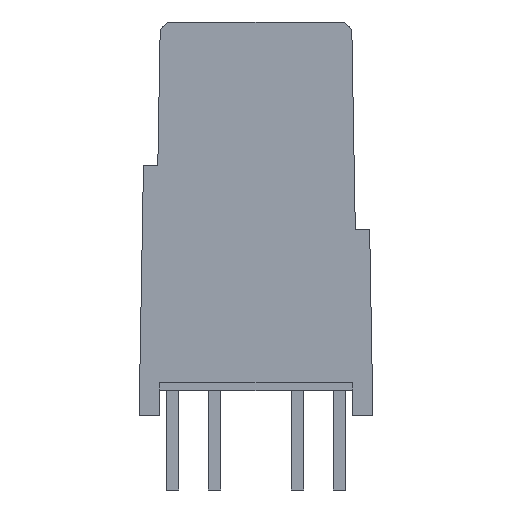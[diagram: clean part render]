
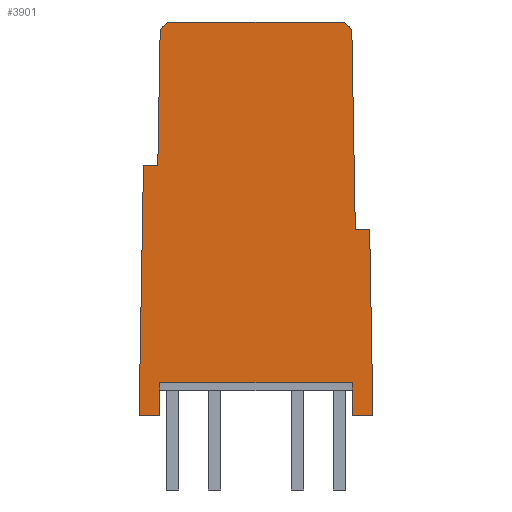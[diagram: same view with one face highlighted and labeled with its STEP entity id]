
A CAD part, left-side view. The second image highlights one B-rep face of the part: STEP entity #3901.
In plain terms, the highlighted planar face has unit normal (-1, 0, 0).
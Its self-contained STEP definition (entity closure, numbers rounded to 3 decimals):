
#1662 = VERTEX_POINT('',#1663);
#1663 = CARTESIAN_POINT('',(-11.54,2.756,
    12.451));
#1680 = VERTEX_POINT('',#1681);
#1681 = CARTESIAN_POINT('',(-11.54,-2.756,
    12.451));
#1687 = EDGE_CURVE('',#1662,#1680,#1688,.T.);
#1688 = LINE('',#1689,#1690);
#1689 = CARTESIAN_POINT('',(-11.54,2.756,
    12.451));
#1690 = VECTOR('',#1691,1.);
#1691 = DIRECTION('',(0.,-1.,0.));
#3683 = EDGE_CURVE('',#1662,#3684,#3686,.T.);
#3684 = VERTEX_POINT('',#3685);
#3685 = CARTESIAN_POINT('',(-11.54,2.996,
    12.21));
#3686 = LINE('',#3687,#3688);
#3687 = CARTESIAN_POINT('',(-11.54,2.756,
    12.451));
#3688 = VECTOR('',#3689,1.);
#3689 = DIRECTION('',(0.,0.707,-0.707
    ));
#3857 = VERTEX_POINT('',#3858);
#3858 = CARTESIAN_POINT('',(-11.54,3.071,7.951
    ));
#3866 = EDGE_CURVE('',#3684,#3857,#3867,.T.);
#3867 = LINE('',#3868,#3869);
#3868 = CARTESIAN_POINT('',(-11.54,2.996,
    12.21));
#3869 = VECTOR('',#3870,1.);
#3870 = DIRECTION('',(0.,0.017,
    -1.));
#3883 = EDGE_CURVE('',#3857,#3884,#3886,.T.);
#3884 = VERTEX_POINT('',#3885);
#3885 = CARTESIAN_POINT('',(-11.54,3.519,7.951
    ));
#3886 = LINE('',#3887,#3888);
#3887 = CARTESIAN_POINT('',(-11.54,3.071,7.951
    ));
#3888 = VECTOR('',#3889,1.);
#3889 = DIRECTION('',(0.,1.,0.));
#3901 = ADVANCED_FACE('',(#3902),#3986,.T.);
#3902 = FACE_BOUND('',#3903,.F.);
#3903 = EDGE_LOOP('',(#3904,#3914,#3922,#3930,#3936,#3937,#3938,#3939,
    #3940,#3948,#3956,#3964,#3972,#3980));
#3904 = ORIENTED_EDGE('',*,*,#3905,.T.);
#3905 = EDGE_CURVE('',#3906,#3908,#3910,.T.);
#3906 = VERTEX_POINT('',#3907);
#3907 = CARTESIAN_POINT('',(-11.54,-3.006,
    1.166));
#3908 = VERTEX_POINT('',#3909);
#3909 = CARTESIAN_POINT('',(-11.54,3.006,
    1.166));
#3910 = LINE('',#3911,#3912);
#3911 = CARTESIAN_POINT('',(-11.54,-3.006,
    1.166));
#3912 = VECTOR('',#3913,1.);
#3913 = DIRECTION('',(0.,1.,0.));
#3914 = ORIENTED_EDGE('',*,*,#3915,.T.);
#3915 = EDGE_CURVE('',#3908,#3916,#3918,.T.);
#3916 = VERTEX_POINT('',#3917);
#3917 = CARTESIAN_POINT('',(-11.54,3.006,
    0.143));
#3918 = LINE('',#3919,#3920);
#3919 = CARTESIAN_POINT('',(-11.54,3.006,
    1.166));
#3920 = VECTOR('',#3921,1.);
#3921 = DIRECTION('',(0.,0.,-1.));
#3922 = ORIENTED_EDGE('',*,*,#3923,.T.);
#3923 = EDGE_CURVE('',#3916,#3924,#3926,.T.);
#3924 = VERTEX_POINT('',#3925);
#3925 = CARTESIAN_POINT('',(-11.54,3.656,
    0.143));
#3926 = LINE('',#3927,#3928);
#3927 = CARTESIAN_POINT('',(-11.54,3.006,
    0.143));
#3928 = VECTOR('',#3929,1.);
#3929 = DIRECTION('',(0.,1.,0.));
#3930 = ORIENTED_EDGE('',*,*,#3931,.F.);
#3931 = EDGE_CURVE('',#3884,#3924,#3932,.T.);
#3932 = LINE('',#3933,#3934);
#3933 = CARTESIAN_POINT('',(-11.54,3.519,7.951
    ));
#3934 = VECTOR('',#3935,1.);
#3935 = DIRECTION('',(0.,0.017,
    -1.));
#3936 = ORIENTED_EDGE('',*,*,#3883,.F.);
#3937 = ORIENTED_EDGE('',*,*,#3866,.F.);
#3938 = ORIENTED_EDGE('',*,*,#3683,.F.);
#3939 = ORIENTED_EDGE('',*,*,#1687,.T.);
#3940 = ORIENTED_EDGE('',*,*,#3941,.F.);
#3941 = EDGE_CURVE('',#3942,#1680,#3944,.T.);
#3942 = VERTEX_POINT('',#3943);
#3943 = CARTESIAN_POINT('',(-11.54,-2.996,
    12.21));
#3944 = LINE('',#3945,#3946);
#3945 = CARTESIAN_POINT('',(-11.54,-2.996,
    12.21));
#3946 = VECTOR('',#3947,1.);
#3947 = DIRECTION('',(0.,0.707,0.707)
  );
#3948 = ORIENTED_EDGE('',*,*,#3949,.F.);
#3949 = EDGE_CURVE('',#3950,#3942,#3952,.T.);
#3950 = VERTEX_POINT('',#3951);
#3951 = CARTESIAN_POINT('',(-11.54,-3.106,
    5.951));
#3952 = LINE('',#3953,#3954);
#3953 = CARTESIAN_POINT('',(-11.54,-3.106,
    5.951));
#3954 = VECTOR('',#3955,1.);
#3955 = DIRECTION('',(0.,0.017,
    1.));
#3956 = ORIENTED_EDGE('',*,*,#3957,.F.);
#3957 = EDGE_CURVE('',#3958,#3950,#3960,.T.);
#3958 = VERTEX_POINT('',#3959);
#3959 = CARTESIAN_POINT('',(-11.54,-3.554,
    5.951));
#3960 = LINE('',#3961,#3962);
#3961 = CARTESIAN_POINT('',(-11.54,-3.554,
    5.951));
#3962 = VECTOR('',#3963,1.);
#3963 = DIRECTION('',(0.,1.,0.));
#3964 = ORIENTED_EDGE('',*,*,#3965,.F.);
#3965 = EDGE_CURVE('',#3966,#3958,#3968,.T.);
#3966 = VERTEX_POINT('',#3967);
#3967 = CARTESIAN_POINT('',(-11.54,-3.656,
    0.143));
#3968 = LINE('',#3969,#3970);
#3969 = CARTESIAN_POINT('',(-11.54,-3.656,
    0.143));
#3970 = VECTOR('',#3971,1.);
#3971 = DIRECTION('',(0.,0.017,
    1.));
#3972 = ORIENTED_EDGE('',*,*,#3973,.F.);
#3973 = EDGE_CURVE('',#3974,#3966,#3976,.T.);
#3974 = VERTEX_POINT('',#3975);
#3975 = CARTESIAN_POINT('',(-11.54,-3.006,
    0.143));
#3976 = LINE('',#3977,#3978);
#3977 = CARTESIAN_POINT('',(-11.54,-3.006,
    0.143));
#3978 = VECTOR('',#3979,1.);
#3979 = DIRECTION('',(0.,-1.,0.));
#3980 = ORIENTED_EDGE('',*,*,#3981,.F.);
#3981 = EDGE_CURVE('',#3906,#3974,#3982,.T.);
#3982 = LINE('',#3983,#3984);
#3983 = CARTESIAN_POINT('',(-11.54,-3.006,
    1.166));
#3984 = VECTOR('',#3985,1.);
#3985 = DIRECTION('',(0.,0.,-1.));
#3986 = PLANE('',#3987);
#3987 = AXIS2_PLACEMENT_3D('',#3988,#3989,#3990);
#3988 = CARTESIAN_POINT('',(-11.54,2.365,5.665
    ));
#3989 = DIRECTION('',(-1.,0.,0.));
#3990 = DIRECTION('',(0.,-1.,0.));
